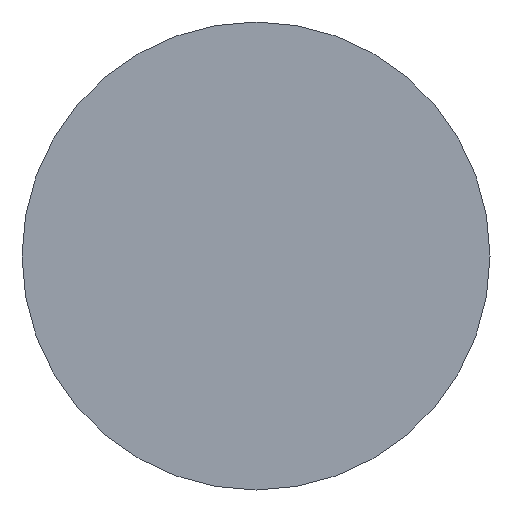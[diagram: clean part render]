
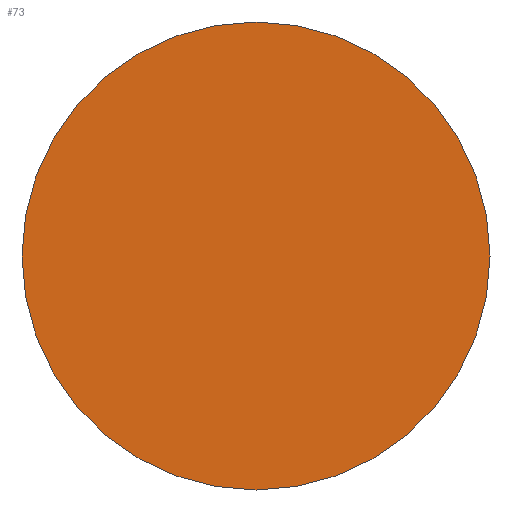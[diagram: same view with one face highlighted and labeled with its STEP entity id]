
A CAD part, front view. The second image highlights one B-rep face of the part: STEP entity #73.
In plain terms, the highlighted planar face has unit normal (0, -1, 0).
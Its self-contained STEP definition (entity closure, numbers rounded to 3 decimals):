
#3 = AXIS2_PLACEMENT_3D ( 'NONE', #64, #24, #15 ) ;
#13 = AXIS2_PLACEMENT_3D ( 'NONE', #95, #123, #57 ) ;
#15 = DIRECTION ( 'NONE',  ( 0., 0., -1. ) ) ;
#17 = EDGE_CURVE ( 'NONE', #102, #27, #50, .T. ) ;
#24 = DIRECTION ( 'NONE',  ( 0., 1., 0. ) ) ;
#27 = VERTEX_POINT ( 'NONE', #31 ) ;
#31 = CARTESIAN_POINT ( 'NONE',  ( -27.721, 622.7, 0. ) ) ;
#36 = ORIENTED_EDGE ( 'NONE', *, *, #98, .F. ) ;
#47 = CIRCLE ( 'NONE', #3, 27.721 ) ;
#50 = CIRCLE ( 'NONE', #13, 27.721 ) ;
#55 = CARTESIAN_POINT ( 'NONE',  ( 27.721, 622.7, 0. ) ) ;
#57 = DIRECTION ( 'NONE',  ( 0., 0., -1. ) ) ;
#64 = CARTESIAN_POINT ( 'NONE',  ( 0., 622.7, 0. ) ) ;
#65 = AXIS2_PLACEMENT_3D ( 'NONE', #97, #80, #110 ) ;
#67 = EDGE_LOOP ( 'NONE', ( #121, #36 ) ) ;
#73 = ADVANCED_FACE ( 'NONE', ( #85 ), #111, .T. ) ;
#80 = DIRECTION ( 'NONE',  ( 0., -1., 0. ) ) ;
#85 = FACE_OUTER_BOUND ( 'NONE', #67, .T. ) ;
#95 = CARTESIAN_POINT ( 'NONE',  ( 0., 622.7, 0. ) ) ;
#97 = CARTESIAN_POINT ( 'NONE',  ( 0., 622.7, 0. ) ) ;
#98 = EDGE_CURVE ( 'NONE', #27, #102, #47, .T. ) ;
#102 = VERTEX_POINT ( 'NONE', #55 ) ;
#110 = DIRECTION ( 'NONE',  ( 1., 0., 0. ) ) ;
#111 = PLANE ( 'NONE',  #65 ) ;
#121 = ORIENTED_EDGE ( 'NONE', *, *, #17, .F. ) ;
#123 = DIRECTION ( 'NONE',  ( 0., 1., 0. ) ) ;
